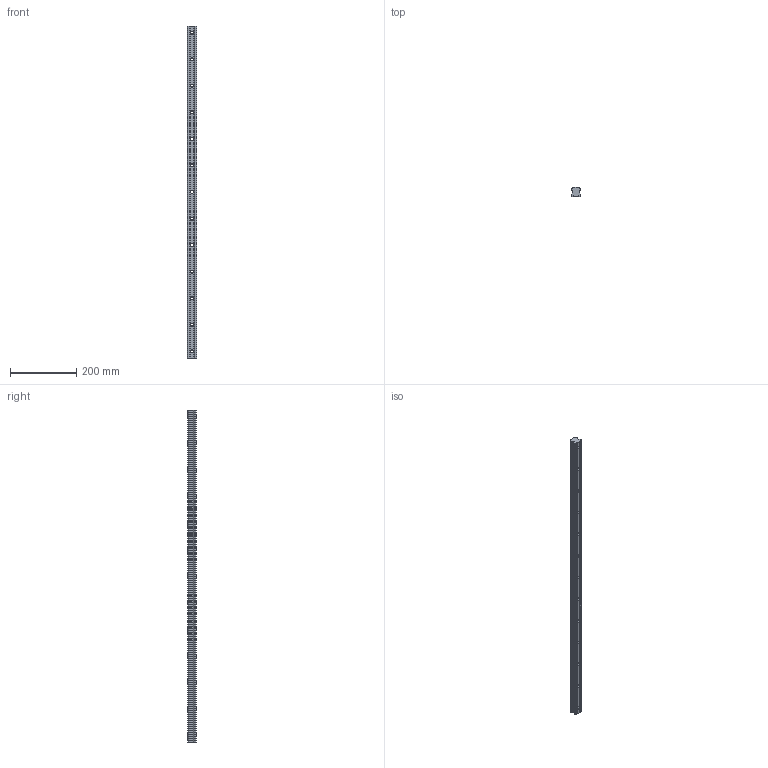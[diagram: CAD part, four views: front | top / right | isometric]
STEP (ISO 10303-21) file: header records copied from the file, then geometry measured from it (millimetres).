
FILE_DESCRIPTION (( 'STEP AP203' ), '1' );
FILE_NAME ('HGR30_1000_221011.STEP', '2022-10-11T12:05:58', ( '' ), ( '' ), 'SwSTEP 2.0', 'SolidWorks 2018', '' );
FILE_SCHEMA (( 'CONFIG_CONTROL_DESIGN' ));
Length unit declared in the file: millimetre
Products named in the file (1): HGR30_1000_221011
Bounding box: 28 x 26 x 1000 mm (x, y, z)
Volume: 577659.9 mm3; surface area: 121852.7 mm2
Topology: 1 solids, 1 shells, 117 faces, 306 edges, 204 vertices
Faces by surface type: cylinder 74, plane 43
Entity records: 3797 total; most frequent: DIRECTION 690, CARTESIAN_POINT 628, ORIENTED_EDGE 612, EDGE_CURVE 306, AXIS2_PLACEMENT_3D 266, VERTEX_POINT 204, LINE 158, VECTOR 158
